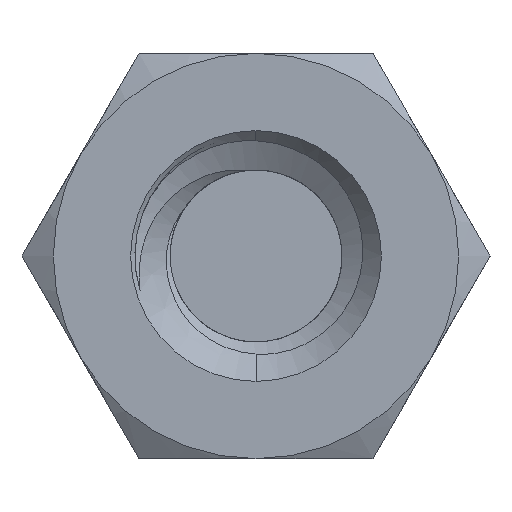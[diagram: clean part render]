
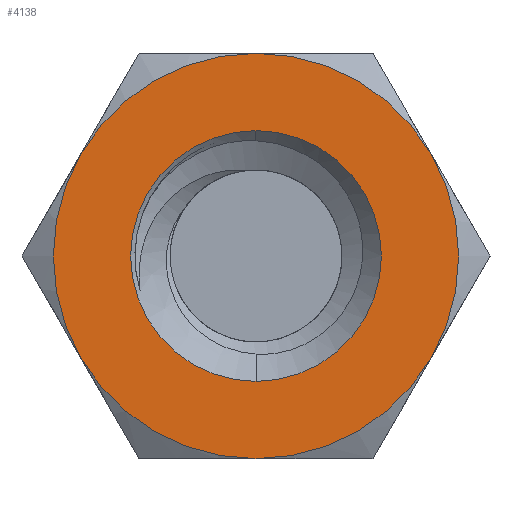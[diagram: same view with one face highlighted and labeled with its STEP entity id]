
A CAD part, left-side view. The second image highlights one B-rep face of the part: STEP entity #4138.
In plain terms, the highlighted planar face has unit normal (-1, 0, 0).
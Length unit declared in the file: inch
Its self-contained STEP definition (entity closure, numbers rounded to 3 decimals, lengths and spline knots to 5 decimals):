
#153 = CARTESIAN_POINT ( 'NONE',  ( -0.3125, 0., 0. ) ) ;
#162 = DIRECTION ( 'NONE',  ( 0., 0., -1. ) ) ;
#163 = DIRECTION ( 'NONE',  ( 1., 0., 0. ) ) ;
#199 = CARTESIAN_POINT ( 'NONE',  ( -0.3125, 0., 0. ) ) ;
#209 = DIRECTION ( 'NONE',  ( 0., 0., 1. ) ) ;
#213 = DIRECTION ( 'NONE',  ( -1., 0., 0. ) ) ;
#312 = DIRECTION ( 'NONE',  ( 1., 0., 0. ) ) ;
#329 = CARTESIAN_POINT ( 'NONE',  ( -0.3125, 0., 0. ) ) ;
#331 = DIRECTION ( 'NONE',  ( 0., 0., -1. ) ) ;
#778 = ORIENTED_EDGE ( 'NONE', *, *, #3694, .T. ) ;
#786 = ORIENTED_EDGE ( 'NONE', *, *, #3760, .F. ) ;
#802 = ORIENTED_EDGE ( 'NONE', *, *, #3715, .F. ) ;
#803 = ORIENTED_EDGE ( 'NONE', *, *, #3684, .F. ) ;
#804 = ORIENTED_EDGE ( 'NONE', *, *, #3766, .F. ) ;
#805 = ORIENTED_EDGE ( 'NONE', *, *, #3721, .F. ) ;
#807 = ORIENTED_EDGE ( 'NONE', *, *, #3731, .F. ) ;
#812 = ORIENTED_EDGE ( 'NONE', *, *, #3689, .F. ) ;
#858 = EDGE_LOOP ( 'NONE', ( #804, #802, #807, #812, #778, #786 ) ) ;
#862 = CIRCLE ( 'NONE', #3804, 0.058 ) ;
#905 = CIRCLE ( 'NONE', #3807, 0.09375 ) ;
#978 = CIRCLE ( 'NONE', #3814, 0.09375 ) ;
#1001 = CIRCLE ( 'NONE', #3808, 0.09375 ) ;
#1015 = CIRCLE ( 'NONE', #3820, 0.09375 ) ;
#1026 = CIRCLE ( 'NONE', #3823, 0.09375 ) ;
#1051 = CIRCLE ( 'NONE', #3811, 0.09375 ) ;
#1086 = EDGE_LOOP ( 'NONE', ( #803, #805 ) ) ;
#1201 = FACE_OUTER_BOUND ( 'NONE', #858, .T. ) ;
#1307 = FACE_BOUND ( 'NONE', #1086, .T. ) ;
#1325 = CIRCLE ( 'NONE', #3812, 0.058 ) ;
#1475 = VERTEX_POINT ( 'NONE', #4094 ) ;
#1564 = VERTEX_POINT ( 'NONE', #2956 ) ;
#1607 = VERTEX_POINT ( 'NONE', #2960 ) ;
#1622 = VERTEX_POINT ( 'NONE', #3954 ) ;
#1920 = VERTEX_POINT ( 'NONE', #3958 ) ;
#1925 = VERTEX_POINT ( 'NONE', #3965 ) ;
#2064 = VERTEX_POINT ( 'NONE', #3992 ) ;
#2134 = VERTEX_POINT ( 'NONE', #4005 ) ;
#2610 = DIRECTION ( 'NONE',  ( -1., 0., 0. ) ) ;
#2630 = DIRECTION ( 'NONE',  ( 0., 0., -1. ) ) ;
#2640 = DIRECTION ( 'NONE',  ( 1., 0., 0. ) ) ;
#2645 = CARTESIAN_POINT ( 'NONE',  ( -0.3125, 0., 0. ) ) ;
#2839 = DIRECTION ( 'NONE',  ( 0., 0., 1. ) ) ;
#2851 = DIRECTION ( 'NONE',  ( -1., 0., 0. ) ) ;
#2894 = CARTESIAN_POINT ( 'NONE',  ( -0.3125, 0., 0. ) ) ;
#2904 = CARTESIAN_POINT ( 'NONE',  ( -0.3125, 0., 0. ) ) ;
#2944 = DIRECTION ( 'NONE',  ( 1., 0., 0. ) ) ;
#2946 = DIRECTION ( 'NONE',  ( 0., 0., -1. ) ) ;
#2955 = CARTESIAN_POINT ( 'NONE',  ( -0.3125, 0., 0. ) ) ;
#2956 = CARTESIAN_POINT ( 'NONE',  ( -0.3125, 0.08119, 0.04688 ) ) ;
#2960 = CARTESIAN_POINT ( 'NONE',  ( -0.3125, 0., 0.09375 ) ) ;
#3291 = DIRECTION ( 'NONE',  ( 0., 0., -1. ) ) ;
#3292 = DIRECTION ( 'NONE',  ( 1., 0., 0. ) ) ;
#3294 = PLANE ( 'NONE',  #3847 ) ;
#3295 = CARTESIAN_POINT ( 'NONE',  ( -0.3125, 0.10825, 0. ) ) ;
#3684 = EDGE_CURVE ( 'NONE', #2064, #2134, #862, .T. ) ;
#3689 = EDGE_CURVE ( 'NONE', #1607, #1475, #905, .T. ) ;
#3694 = EDGE_CURVE ( 'NONE', #1607, #1564, #1001, .T. ) ;
#3715 = EDGE_CURVE ( 'NONE', #1622, #1920, #1051, .T. ) ;
#3721 = EDGE_CURVE ( 'NONE', #2134, #2064, #1325, .T. ) ;
#3731 = EDGE_CURVE ( 'NONE', #1475, #1622, #978, .T. ) ;
#3760 = EDGE_CURVE ( 'NONE', #1925, #1564, #1015, .T. ) ;
#3766 = EDGE_CURVE ( 'NONE', #1920, #1925, #1026, .T. ) ;
#3804 = AXIS2_PLACEMENT_3D ( 'NONE', #2894, #2851, #2839 ) ;
#3807 = AXIS2_PLACEMENT_3D ( 'NONE', #153, #163, #162 ) ;
#3808 = AXIS2_PLACEMENT_3D ( 'NONE', #2955, #2610, #4190 ) ;
#3811 = AXIS2_PLACEMENT_3D ( 'NONE', #329, #312, #331 ) ;
#3812 = AXIS2_PLACEMENT_3D ( 'NONE', #199, #213, #209 ) ;
#3814 = AXIS2_PLACEMENT_3D ( 'NONE', #2645, #2640, #2630 ) ;
#3820 = AXIS2_PLACEMENT_3D ( 'NONE', #2904, #2944, #2946 ) ;
#3823 = AXIS2_PLACEMENT_3D ( 'NONE', #4295, #4294, #4293 ) ;
#3847 = AXIS2_PLACEMENT_3D ( 'NONE', #3295, #3292, #3291 ) ;
#3954 = CARTESIAN_POINT ( 'NONE',  ( -0.3125, -0.08119, -0.04688 ) ) ;
#3958 = CARTESIAN_POINT ( 'NONE',  ( -0.3125, 0., -0.09375 ) ) ;
#3965 = CARTESIAN_POINT ( 'NONE',  ( -0.3125, 0.08119, -0.04687 ) ) ;
#3992 = CARTESIAN_POINT ( 'NONE',  ( -0.3125, 0., 0.058 ) ) ;
#4005 = CARTESIAN_POINT ( 'NONE',  ( -0.3125, 0., -0.058 ) ) ;
#4094 = CARTESIAN_POINT ( 'NONE',  ( -0.3125, -0.08119, 0.04687 ) ) ;
#4138 = ADVANCED_FACE ( 'NONE', ( #1307, #1201 ), #3294, .F. ) ;
#4190 = DIRECTION ( 'NONE',  ( 0., 0., 1. ) ) ;
#4293 = DIRECTION ( 'NONE',  ( 0., 0., -1. ) ) ;
#4294 = DIRECTION ( 'NONE',  ( 1., 0., 0. ) ) ;
#4295 = CARTESIAN_POINT ( 'NONE',  ( -0.3125, 0., 0. ) ) ;
